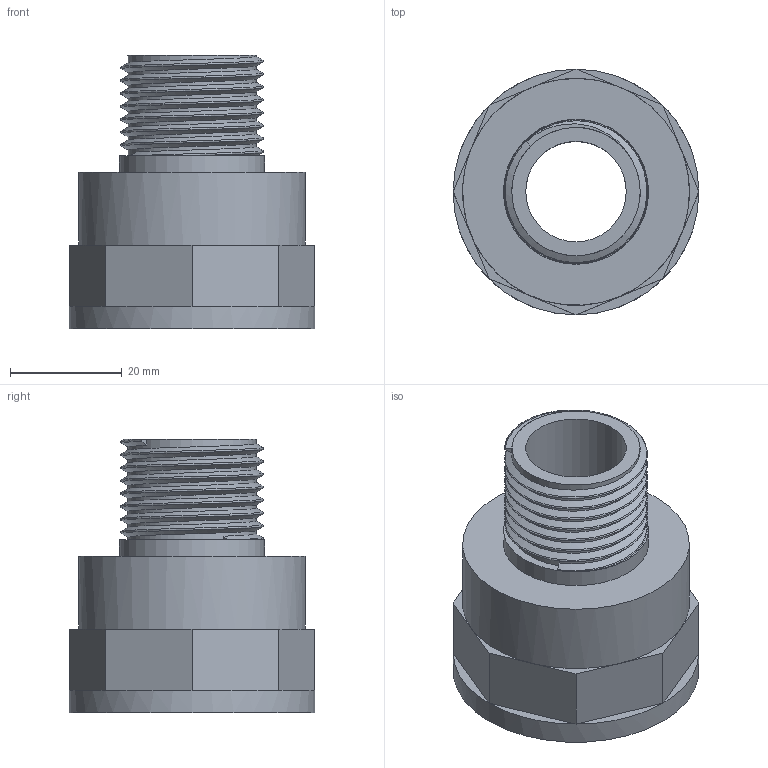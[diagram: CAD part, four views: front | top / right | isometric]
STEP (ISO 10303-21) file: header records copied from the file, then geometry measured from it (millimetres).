
FILE_DESCRIPTION (( 'STEP AP203' ), '1' );
FILE_NAME ('00238_0703.STEP', '2017-07-14T13:04:06', ( '' ), ( '' ), 'SwSTEP 2.0', 'SolidWorks 2011', '' );
FILE_SCHEMA (( 'CONFIG_CONTROL_DESIGN' ));
Length unit declared in the file: millimetre
Products named in the file (1): 00238_0703
Bounding box: 44 x 44 x 49 mm (x, y, z)
Volume: 20456 mm3; surface area: 17898.1 mm2
Topology: 1 solids, 1 shells, 49 faces, 102 edges, 60 vertices
Faces by surface type: plane 34, bspline 8, cylinder 6, cone 1
Full cylindrical faces by diameter (mm): 18 x1, 23 x1, 26 x1, 33 x1, 40.651 x1, 44 x1
Entity records: 5802 total; most frequent: CARTESIAN_POINT 4797, ORIENTED_EDGE 184, DIRECTION 182, EDGE_CURVE 92, AXIS2_PLACEMENT_3D 71, EDGE_LOOP 63, VERTEX_POINT 57, FACE_OUTER_BOUND 55
